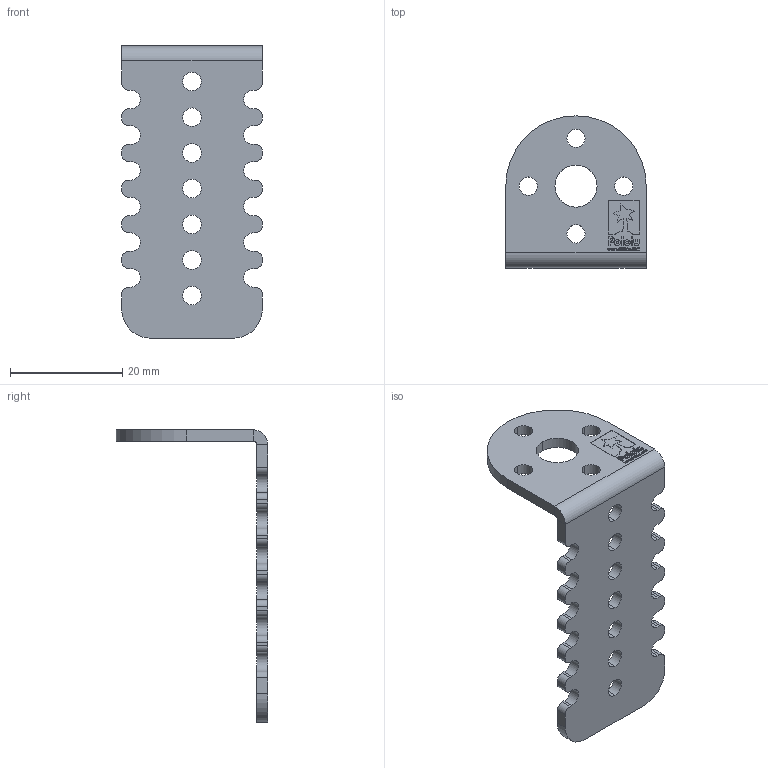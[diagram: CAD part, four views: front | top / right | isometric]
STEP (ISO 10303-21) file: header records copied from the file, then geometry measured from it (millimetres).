
FILE_DESCRIPTION (( 'STEP AP214' ), '1' );
FILE_NAME ('bkt04c-with-logo-1.step', '2016-03-02T19:49:54', ( '' ), ( '' ), 'SwSTEP 2.0', 'SolidWorks 2015', '' );
FILE_SCHEMA (( 'AUTOMOTIVE_DESIGN' ));
Length unit declared in the file: millimetre
Products named in the file (1): bkt04c-with-logo-1
Bounding box: 25 x 27 x 52 mm (x, y, z)
Volume: 3134.5 mm3; surface area: 3889.4 mm2
Topology: 1 solids, 1 shells, 360 faces, 984 edges, 654 vertices
Faces by surface type: plane 197, bspline 98, cylinder 65
Entity records: 14552 total; most frequent: CARTESIAN_POINT 5885, ORIENTED_EDGE 1968, DIRECTION 1444, EDGE_CURVE 984, LINE 658, VECTOR 658, VERTEX_POINT 654, EDGE_LOOP 412
